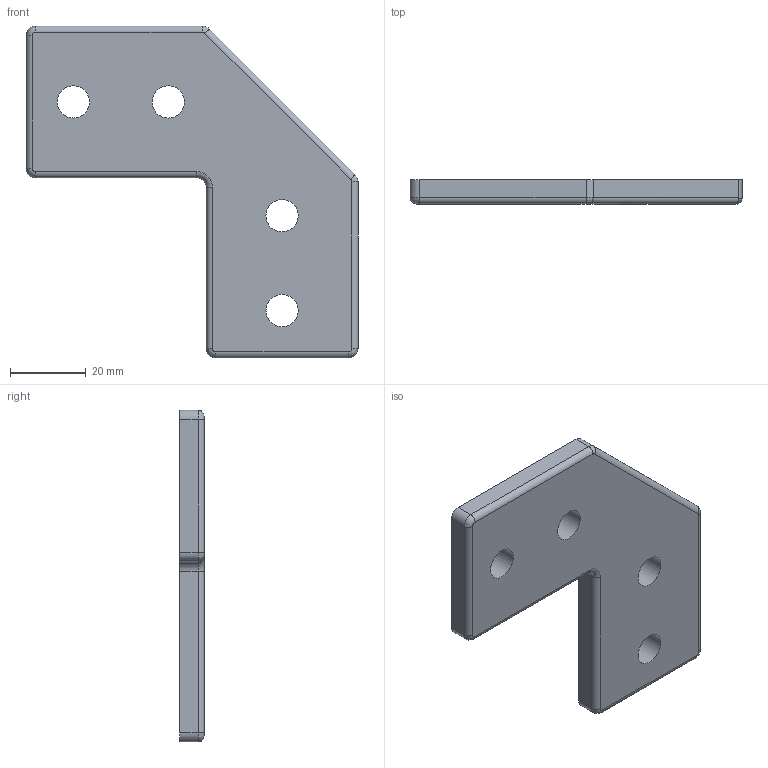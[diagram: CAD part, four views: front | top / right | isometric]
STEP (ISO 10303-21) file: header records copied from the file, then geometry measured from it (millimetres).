
FILE_DESCRIPTION(/* description */ (''),/* implementation_level */ '2;1');
FILE_NAME(/* name */ 'plate v2.step',/* time_stamp */ '2020-08-25T09:08:36-04:00',/* author */ (''),/* organization */ (''),/* preprocessor_version */ 'ST-DEVELOPER v18.1',/* originating_system */ 'Autodesk Translation Framework v9.3.0.1241',/* authorisation */ '');
FILE_SCHEMA (('AUTOMOTIVE_DESIGN { 1 0 10303 214 3 1 1 }'));
Length unit declared in the file: inch
Products named in the file (3): plate; ACADMENU; ACADMENU_1
Assembly tree (5 placements, depth 2):
  plate
    ACADMENU  x4
    ACADMENU_1
Bounding box: 87.5 x 6.35 x 87.5 mm (x, y, z)
Volume: 27564 mm3; surface area: 11232.5 mm2
Topology: 1 solids, 1 shells, 34 faces, 82 edges, 50 vertices
Faces by surface type: cylinder 18, plane 9, bspline 6, torus 1
Full cylindrical faces by diameter (mm): 8.5 x4
Entity records: 1159 total; most frequent: CARTESIAN_POINT 244, DIRECTION 193, ORIENTED_EDGE 164, EDGE_CURVE 82, AXIS2_PLACEMENT_3D 77, VERTEX_POINT 50, EDGE_LOOP 42, CIRCLE 41
